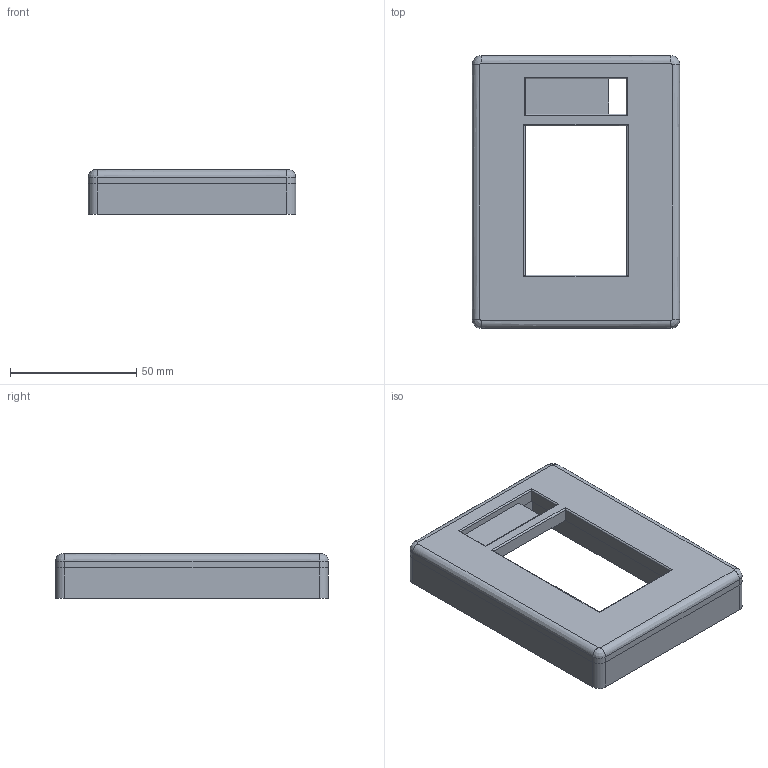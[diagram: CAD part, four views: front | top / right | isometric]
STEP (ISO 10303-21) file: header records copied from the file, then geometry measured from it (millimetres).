
FILE_DESCRIPTION(('HOOPS Exchange Step'),'2;1');
FILE_NAME('temp_export','2026-02-05T22:26:55+18:00',('alvin'),('Shapr3D Limited'),'HOOPS Exchange 2025.9','Shapr3D','Authorized');
FILE_SCHEMA( ('AP242_MANAGED_MODEL_BASED_3D_ENGINEERING_MIM_LF {1 0 10303 442 1 1 4}') );
Length unit declared in the file: millimetre
Products named in the file (1): root
Bounding box: 82.1 x 108 x 17.6 mm (x, y, z)
Volume: 89516.4 mm3; surface area: 33455.5 mm2
Topology: 2 solids, 2 shells, 72 faces, 190 edges, 122 vertices
Faces by surface type: plane 31, cylinder 29, bspline 8, torus 4
Full cylindrical faces by diameter (mm): 2.9 x1, 3.4 x4
Entity records: 2815 total; most frequent: CARTESIAN_POINT 960, ORIENTED_EDGE 380, DIRECTION 372, EDGE_CURVE 190, AXIS2_PLACEMENT_3D 130, VERTEX_POINT 122, VECTOR 112, LINE 112
